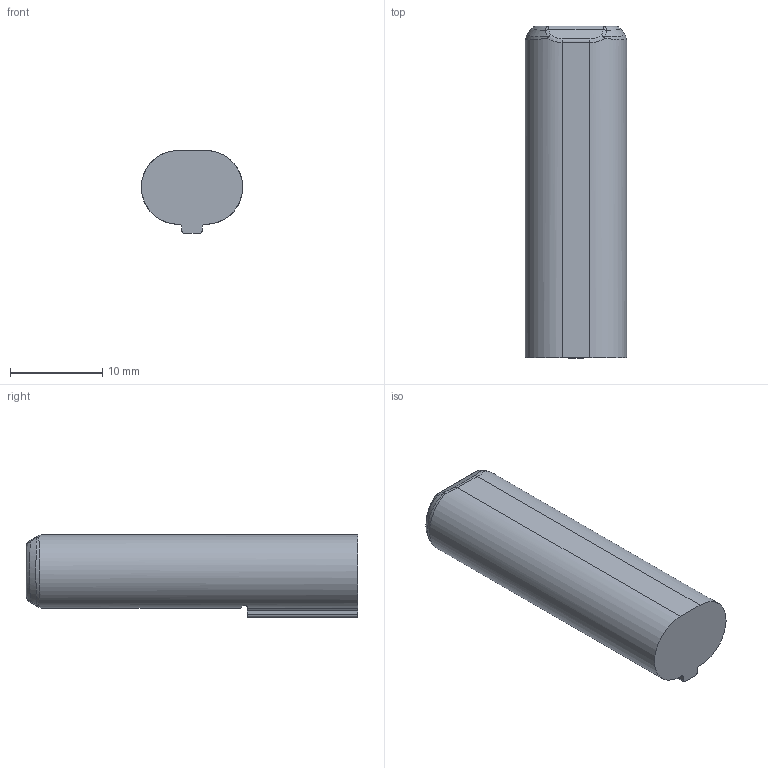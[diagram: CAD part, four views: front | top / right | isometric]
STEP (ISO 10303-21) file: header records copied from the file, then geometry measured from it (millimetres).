
FILE_DESCRIPTION (( 'STEP AP214' ), '1' );
FILE_NAME ('bau0032834569.step', '2023-04-07T08:25:56', ( '' ), ( '' ), 'SwSTEP 2.0', 'SolidWorks 2022', '' );
FILE_SCHEMA (( 'AUTOMOTIVE_DESIGN' ));
Length unit declared in the file: millimetre
Products named in the file (1): bau0032834569
Bounding box: 10.99 x 36 x 8.99 mm (x, y, z)
Volume: 2677.1 mm3; surface area: 1270.2 mm2
Topology: 1 solids, 1 shells, 46 faces, 108 edges, 60 vertices
Faces by surface type: bspline 14, plane 13, cylinder 11, sphere 8
Entity records: 1818 total; most frequent: CARTESIAN_POINT 853, ORIENTED_EDGE 208, DIRECTION 182, EDGE_CURVE 104, AXIS2_PLACEMENT_3D 73, VERTEX_POINT 60, FACE_OUTER_BOUND 46, ADVANCED_FACE 46
